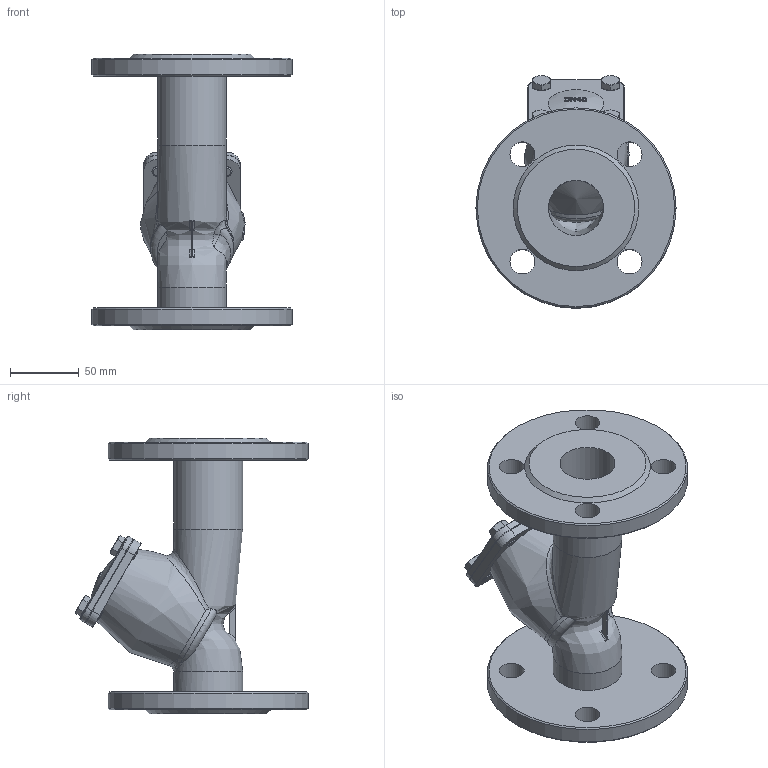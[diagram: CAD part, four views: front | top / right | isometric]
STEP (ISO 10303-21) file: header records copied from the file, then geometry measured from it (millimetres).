
FILE_DESCRIPTION(/* description */ (''),/* implementation_level */ '2;1');
FILE_NAME(/* name */ 'DN40_3D_STEP.stp',/* time_stamp */ '2023-12-14T18:44:28+03:00',/* author */ ('igorr'),/* organization */ (''),/* preprocessor_version */ 'ST-DEVELOPER v19.2',/* originating_system */ 'Autodesk Inventor 2023',/* authorisation */ '');
FILE_SCHEMA (('AUTOMOTIVE_DESIGN { 1 0 10303 214 3 1 1 }'));
Length unit declared in the file: millimetre
Products named in the file (4): Сборка; Деталь1; Деталь2; AS 1110 - M8 x 12
Assembly tree (6 placements, depth 2):
  Сборка
    Деталь1
    Деталь2
    AS 1110 - M8 x 12  x4
Bounding box: 145 x 168.62 x 200 mm (x, y, z)
Volume: 823908.3 mm3; surface area: 154917.8 mm2
Topology: 6 solids, 6 shells, 338 faces, 843 edges, 542 vertices
Faces by surface type: plane 167, bspline 76, cone 42, cylinder 41, sphere 8, torus 4
Full cylindrical faces by diameter (mm): 8 x12, 13 x4, 18 x8, 40 x2, 50 x2, 145 x2
Entity records: 11878 total; most frequent: CARTESIAN_POINT 5507, ORIENTED_EDGE 1378, DIRECTION 991, EDGE_CURVE 689, VERTEX_POINT 452, AXIS2_PLACEMENT_3D 381, EDGE_LOOP 325, FACE_OUTER_BOUND 266
